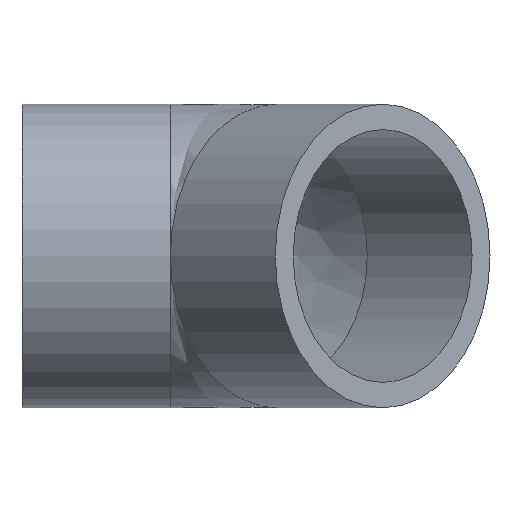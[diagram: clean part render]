
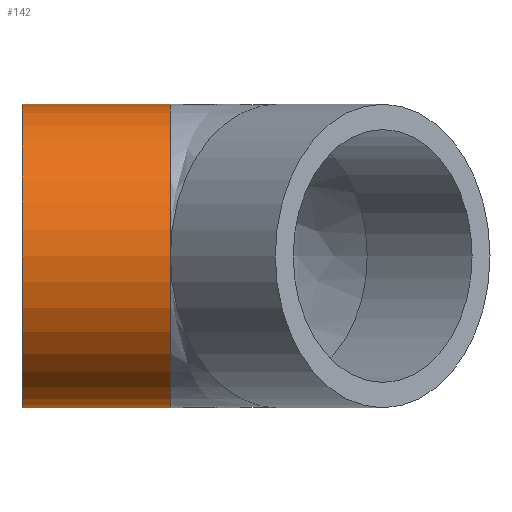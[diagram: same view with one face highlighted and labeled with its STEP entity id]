
A CAD part, front view. The second image highlights one B-rep face of the part: STEP entity #142.
In plain terms, the highlighted cylindrical face has radius 45 mm (diameter 90 mm), a full revolution.
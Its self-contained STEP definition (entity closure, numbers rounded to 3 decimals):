
#23=FACE_BOUND('',#48,.T.);
#31=CYLINDRICAL_SURFACE('',#161,45.);
#36=FACE_OUTER_BOUND('',#47,.T.);
#47=EDGE_LOOP('',(#119));
#48=EDGE_LOOP('',(#120));
#70=CIRCLE('',#162,45.);
#71=CIRCLE('',#163,45.);
#84=VERTEX_POINT('',#473);
#85=VERTEX_POINT('',#475);
#99=EDGE_CURVE('',#84,#84,#70,.T.);
#100=EDGE_CURVE('',#85,#85,#71,.T.);
#119=ORIENTED_EDGE('',*,*,#99,.T.);
#120=ORIENTED_EDGE('',*,*,#100,.T.);
#142=ADVANCED_FACE('',(#36,#23),#31,.T.);
#161=AXIS2_PLACEMENT_3D('',#472,#195,#196);
#162=AXIS2_PLACEMENT_3D('',#474,#197,#198);
#163=AXIS2_PLACEMENT_3D('',#476,#199,#200);
#195=DIRECTION('center_axis',(-1.,0.,0.));
#196=DIRECTION('ref_axis',(0.,-1.,0.));
#197=DIRECTION('center_axis',(-1.,0.,0.));
#198=DIRECTION('ref_axis',(0.,-1.,0.));
#199=DIRECTION('center_axis',(1.,0.,0.));
#200=DIRECTION('ref_axis',(0.,-1.,0.));
#472=CARTESIAN_POINT('Origin',(44.,0.,0.));
#473=CARTESIAN_POINT('',(44.,45.,0.));
#474=CARTESIAN_POINT('Origin',(44.,0.,0.));
#475=CARTESIAN_POINT('',(0.,45.,0.));
#476=CARTESIAN_POINT('Origin',(0.,0.,
0.));
